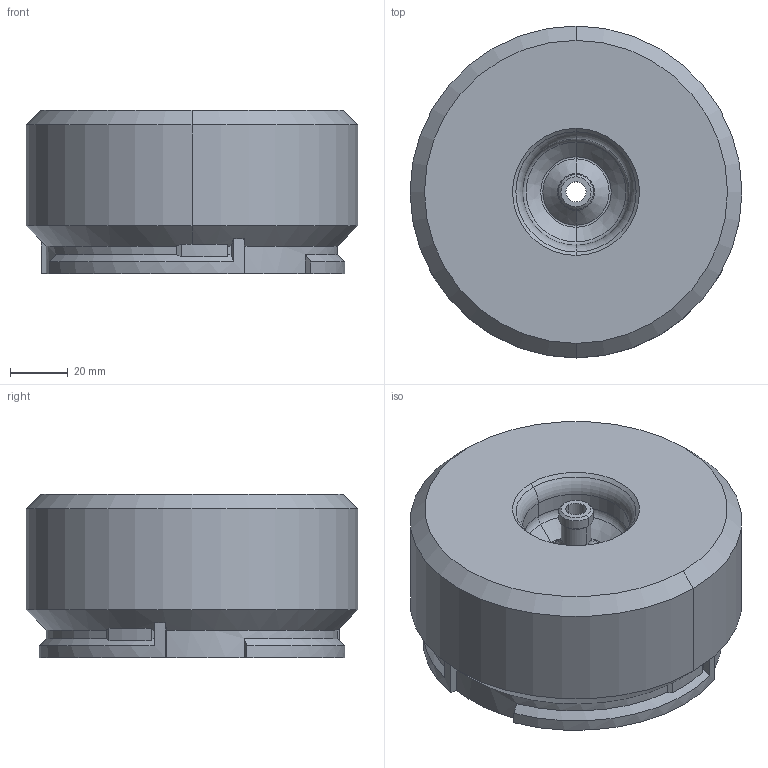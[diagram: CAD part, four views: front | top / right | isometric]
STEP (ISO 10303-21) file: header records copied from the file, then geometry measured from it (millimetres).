
FILE_DESCRIPTION (( 'STEP AP203' ), '1' );
FILE_NAME ('Dispenser_Module_External_01_Without_Holes.STEP', '2020-11-29T12:39:34', ( '' ), ( '' ), '', '', '' );
FILE_SCHEMA (( 'CONFIG_CONTROL_DESIGN' ));
Length unit declared in the file: millimetre
Products named in the file (1): Dispenser_Module_External_01_Without_Holes
Bounding box: 115 x 115 x 56.5 mm (x, y, z)
Volume: 139287.8 mm3; surface area: 67068.8 mm2
Topology: 1 solids, 1 shells, 99 faces, 231 edges, 137 vertices
Faces by surface type: cylinder 32, cone 24, plane 23, torus 20
Entity records: 2905 total; most frequent: DIRECTION 546, CARTESIAN_POINT 486, ORIENTED_EDGE 462, EDGE_CURVE 231, AXIS2_PLACEMENT_3D 221, VERTEX_POINT 137, CIRCLE 121, LINE 104
